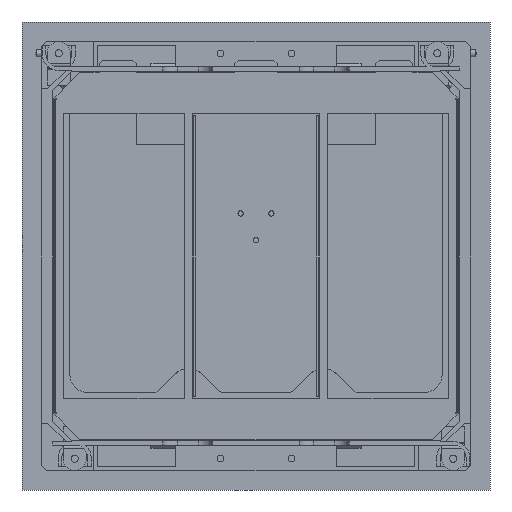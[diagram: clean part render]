
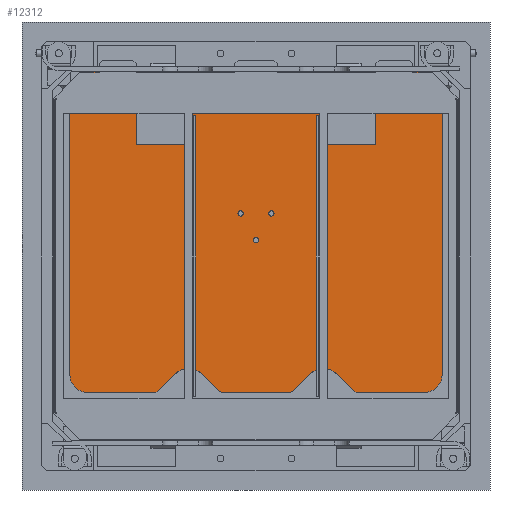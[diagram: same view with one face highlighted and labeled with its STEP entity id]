
A CAD part, front view. The second image highlights one B-rep face of the part: STEP entity #12312.
In plain terms, the highlighted face is planar.
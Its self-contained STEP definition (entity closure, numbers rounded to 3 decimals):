
#249 = EDGE_CURVE ( 'NONE', #20581, #7573, #19316, .T. ) ;
#435 = ORIENTED_EDGE ( 'NONE', *, *, #14272, .F. ) ;
#795 = ORIENTED_EDGE ( 'NONE', *, *, #20455, .F. ) ;
#841 = CARTESIAN_POINT ( 'NONE',  ( -114.35, 96.7, 1. ) ) ;
#1392 = CARTESIAN_POINT ( 'NONE',  ( -114.35, -93., 1. ) ) ;
#1431 = AXIS2_PLACEMENT_3D ( 'NONE', #26657, #7989, #7579 ) ;
#1714 = VECTOR ( 'NONE', #21683, 1000. ) ;
#1757 = CARTESIAN_POINT ( 'NONE',  ( -114.35, 96.7, 1. ) ) ;
#1966 = ORIENTED_EDGE ( 'NONE', *, *, #24197, .F. ) ;
#2161 = LINE ( 'NONE', #1757, #25771 ) ;
#2671 = CARTESIAN_POINT ( 'NONE',  ( 10.16, -5., 1. ) ) ;
#2983 = FACE_BOUND ( 'NONE', #26583, .T. ) ;
#3226 = ORIENTED_EDGE ( 'NONE', *, *, #22445, .F. ) ;
#3377 = DIRECTION ( 'NONE',  ( 1., 0., 0. ) ) ;
#3518 = CARTESIAN_POINT ( 'NONE',  ( 0., 0., 1. ) ) ;
#3519 = CARTESIAN_POINT ( 'NONE',  ( -92.85, -93., 1. ) ) ;
#3750 = VERTEX_POINT ( 'NONE', #3885 ) ;
#3885 = CARTESIAN_POINT ( 'NONE',  ( 35.25, 90.15, 1. ) ) ;
#3903 = DIRECTION ( 'NONE',  ( 0., 0., 1. ) ) ;
#4222 = LINE ( 'NONE', #27089, #12123 ) ;
#4391 = CIRCLE ( 'NONE', #7956, 1.5 ) ;
#4881 = EDGE_CURVE ( 'NONE', #13271, #13271, #19166, .T. ) ;
#4915 = FACE_OUTER_BOUND ( 'NONE', #8471, .T. ) ;
#5044 = FACE_BOUND ( 'NONE', #10705, .T. ) ;
#5322 = PLANE ( 'NONE',  #25681 ) ;
#5513 = DIRECTION ( 'NONE',  ( 1., 0., 0. ) ) ;
#5699 = EDGE_LOOP ( 'NONE', ( #1966 ) ) ;
#5814 = CARTESIAN_POINT ( 'NONE',  ( -8.66, -5., 1. ) ) ;
#6101 = CARTESIAN_POINT ( 'NONE',  ( -105.5, -77.15, 1. ) ) ;
#6122 = CARTESIAN_POINT ( 'NONE',  ( 38.25, 90.15, 1. ) ) ;
#6274 = CARTESIAN_POINT ( 'NONE',  ( 92.65, -93., 1. ) ) ;
#6617 = EDGE_CURVE ( 'NONE', #25808, #21744, #4222, .T. ) ;
#6619 = CIRCLE ( 'NONE', #24426, 3. ) ;
#6620 = VECTOR ( 'NONE', #5513, 1000. ) ;
#6782 = EDGE_CURVE ( 'NONE', #7573, #10122, #23611, .T. ) ;
#7021 = FACE_BOUND ( 'NONE', #7130, .T. ) ;
#7130 = EDGE_LOOP ( 'NONE', ( #3226 ) ) ;
#7573 = VERTEX_POINT ( 'NONE', #19079 ) ;
#7579 = DIRECTION ( 'NONE',  ( 1., 0., 0. ) ) ;
#7684 = VECTOR ( 'NONE', #26103, 1000. ) ;
#7956 = AXIS2_PLACEMENT_3D ( 'NONE', #17919, #26548, #16370 ) ;
#7989 = DIRECTION ( 'NONE',  ( 0., 0., 1. ) ) ;
#8067 = CIRCLE ( 'NONE', #1431, 2.5 ) ;
#8134 = EDGE_CURVE ( 'NONE', #21744, #20581, #24700, .T. ) ;
#8263 = ORIENTED_EDGE ( 'NONE', *, *, #19147, .F. ) ;
#8368 = DIRECTION ( 'NONE',  ( -1., 0., 0. ) ) ;
#8471 = EDGE_LOOP ( 'NONE', ( #24505, #18040, #26526, #22215, #18179, #9970, #26797, #9238 ) ) ;
#8672 = ORIENTED_EDGE ( 'NONE', *, *, #23807, .F. ) ;
#9113 = FACE_BOUND ( 'NONE', #5699, .T. ) ;
#9238 = ORIENTED_EDGE ( 'NONE', *, *, #6782, .T. ) ;
#9871 = DIRECTION ( 'NONE',  ( 1., 0., 0. ) ) ;
#9970 = ORIENTED_EDGE ( 'NONE', *, *, #8134, .T. ) ;
#10122 = VERTEX_POINT ( 'NONE', #841 ) ;
#10212 = DIRECTION ( 'NONE',  ( 1., 0., 0. ) ) ;
#10291 = DIRECTION ( 'NONE',  ( 1., 0., 0. ) ) ;
#10306 = CARTESIAN_POINT ( 'NONE',  ( 105.5, -77.15, 1. ) ) ;
#10705 = EDGE_LOOP ( 'NONE', ( #435 ) ) ;
#11007 = AXIS2_PLACEMENT_3D ( 'NONE', #24641, #14205, #10291 ) ;
#11340 = FACE_BOUND ( 'NONE', #17430, .T. ) ;
#11445 = CARTESIAN_POINT ( 'NONE',  ( 8.66, -5., 1. ) ) ;
#11478 = CARTESIAN_POINT ( 'NONE',  ( -92.85, -93., 1. ) ) ;
#11545 = VECTOR ( 'NONE', #18155, 1000. ) ;
#11769 = VERTEX_POINT ( 'NONE', #22567 ) ;
#11986 = VERTEX_POINT ( 'NONE', #27153 ) ;
#12123 = VECTOR ( 'NONE', #25407, 1000. ) ;
#12312 = ADVANCED_FACE ( 'NONE', ( #9113, #7021, #15531, #4915, #11340, #2983, #5044, #17761 ), #5322, .T. ) ;
#12390 = CARTESIAN_POINT ( 'NONE',  ( -35.25, 90.15, 1. ) ) ;
#13271 = VERTEX_POINT ( 'NONE', #2671 ) ;
#13852 = DIRECTION ( 'NONE',  ( 0., 0., 1. ) ) ;
#13905 = EDGE_CURVE ( 'NONE', #21672, #25808, #18355, .T. ) ;
#13950 = VERTEX_POINT ( 'NONE', #24391 ) ;
#14205 = DIRECTION ( 'NONE',  ( 0., 0., 1. ) ) ;
#14225 = VERTEX_POINT ( 'NONE', #10306 ) ;
#14272 = EDGE_CURVE ( 'NONE', #13950, #13950, #4391, .T. ) ;
#14342 = DIRECTION ( 'NONE',  ( 0., 0., 1. ) ) ;
#14366 = EDGE_CURVE ( 'NONE', #10122, #11769, #2161, .T. ) ;
#14595 = EDGE_CURVE ( 'NONE', #27390, #21672, #20247, .T. ) ;
#14617 = DIRECTION ( 'NONE',  ( 1., 0., 0. ) ) ;
#15245 = CARTESIAN_POINT ( 'NONE',  ( -114.35, 96.7, 1. ) ) ;
#15531 = FACE_BOUND ( 'NONE', #16619, .T. ) ;
#15901 = CIRCLE ( 'NONE', #11007, 3. ) ;
#16370 = DIRECTION ( 'NONE',  ( 1., 0., 0. ) ) ;
#16426 = AXIS2_PLACEMENT_3D ( 'NONE', #5814, #14342, #14617 ) ;
#16619 = EDGE_LOOP ( 'NONE', ( #795 ) ) ;
#16757 = EDGE_CURVE ( 'NONE', #11769, #27390, #17829, .T. ) ;
#16856 = VERTEX_POINT ( 'NONE', #12390 ) ;
#17430 = EDGE_LOOP ( 'NONE', ( #8263 ) ) ;
#17761 = FACE_BOUND ( 'NONE', #20857, .T. ) ;
#17829 = LINE ( 'NONE', #1392, #18057 ) ;
#17919 = CARTESIAN_POINT ( 'NONE',  ( 0., 10., 1. ) ) ;
#18040 = ORIENTED_EDGE ( 'NONE', *, *, #16757, .T. ) ;
#18057 = VECTOR ( 'NONE', #9871, 1000. ) ;
#18155 = DIRECTION ( 'NONE',  ( 0., -1., 0. ) ) ;
#18179 = ORIENTED_EDGE ( 'NONE', *, *, #6617, .T. ) ;
#18193 = CARTESIAN_POINT ( 'NONE',  ( 92.65, -96.7, 1. ) ) ;
#18355 = LINE ( 'NONE', #26843, #6620 ) ;
#19079 = CARTESIAN_POINT ( 'NONE',  ( 114.35, 96.7, 1. ) ) ;
#19147 = EDGE_CURVE ( 'NONE', #25340, #25340, #8067, .T. ) ;
#19166 = CIRCLE ( 'NONE', #23632, 1.5 ) ;
#19316 = LINE ( 'NONE', #19592, #1714 ) ;
#19592 = CARTESIAN_POINT ( 'NONE',  ( 114.35, 96.7, 1. ) ) ;
#19719 = CARTESIAN_POINT ( 'NONE',  ( 114.35, -93., 1. ) ) ;
#20161 = CARTESIAN_POINT ( 'NONE',  ( 92.65, -93., 1. ) ) ;
#20247 = LINE ( 'NONE', #11478, #11545 ) ;
#20455 = EDGE_CURVE ( 'NONE', #14225, #14225, #20979, .T. ) ;
#20581 = VERTEX_POINT ( 'NONE', #19719 ) ;
#20857 = EDGE_LOOP ( 'NONE', ( #24299 ) ) ;
#20979 = CIRCLE ( 'NONE', #27190, 2.5 ) ;
#21239 = DIRECTION ( 'NONE',  ( 0., -1., 0. ) ) ;
#21672 = VERTEX_POINT ( 'NONE', #26288 ) ;
#21683 = DIRECTION ( 'NONE',  ( 0., 1., 0. ) ) ;
#21744 = VERTEX_POINT ( 'NONE', #20161 ) ;
#22215 = ORIENTED_EDGE ( 'NONE', *, *, #13905, .T. ) ;
#22445 = EDGE_CURVE ( 'NONE', #16856, #16856, #15901, .T. ) ;
#22567 = CARTESIAN_POINT ( 'NONE',  ( -114.35, -93., 1. ) ) ;
#22923 = DIRECTION ( 'NONE',  ( 0., 0., 1. ) ) ;
#23100 = CIRCLE ( 'NONE', #16426, 1.5 ) ;
#23295 = VECTOR ( 'NONE', #10212, 1000. ) ;
#23611 = LINE ( 'NONE', #15245, #7684 ) ;
#23632 = AXIS2_PLACEMENT_3D ( 'NONE', #11445, #26336, #26615 ) ;
#23807 = EDGE_CURVE ( 'NONE', #3750, #3750, #6619, .T. ) ;
#24197 = EDGE_CURVE ( 'NONE', #11986, #11986, #23100, .T. ) ;
#24299 = ORIENTED_EDGE ( 'NONE', *, *, #4881, .F. ) ;
#24391 = CARTESIAN_POINT ( 'NONE',  ( 1.5, 10., 1. ) ) ;
#24426 = AXIS2_PLACEMENT_3D ( 'NONE', #6122, #3903, #8368 ) ;
#24505 = ORIENTED_EDGE ( 'NONE', *, *, #14366, .T. ) ;
#24641 = CARTESIAN_POINT ( 'NONE',  ( -38.25, 90.15, 1. ) ) ;
#24700 = LINE ( 'NONE', #6274, #23295 ) ;
#25013 = DIRECTION ( 'NONE',  ( -1., 0., 0. ) ) ;
#25340 = VERTEX_POINT ( 'NONE', #6101 ) ;
#25407 = DIRECTION ( 'NONE',  ( 0., 1., 0. ) ) ;
#25681 = AXIS2_PLACEMENT_3D ( 'NONE', #3518, #13852, #3377 ) ;
#25771 = VECTOR ( 'NONE', #21239, 1000. ) ;
#25808 = VERTEX_POINT ( 'NONE', #18193 ) ;
#26103 = DIRECTION ( 'NONE',  ( -1., 0., 0. ) ) ;
#26288 = CARTESIAN_POINT ( 'NONE',  ( -92.85, -96.7, 1. ) ) ;
#26336 = DIRECTION ( 'NONE',  ( 0., 0., 1. ) ) ;
#26526 = ORIENTED_EDGE ( 'NONE', *, *, #14595, .T. ) ;
#26548 = DIRECTION ( 'NONE',  ( 0., 0., 1. ) ) ;
#26583 = EDGE_LOOP ( 'NONE', ( #8672 ) ) ;
#26615 = DIRECTION ( 'NONE',  ( 1., 0., 0. ) ) ;
#26657 = CARTESIAN_POINT ( 'NONE',  ( -108., -77.15, 1. ) ) ;
#26797 = ORIENTED_EDGE ( 'NONE', *, *, #249, .T. ) ;
#26843 = CARTESIAN_POINT ( 'NONE',  ( -92.85, -96.7, 1. ) ) ;
#26965 = CARTESIAN_POINT ( 'NONE',  ( 108., -77.15, 1. ) ) ;
#27089 = CARTESIAN_POINT ( 'NONE',  ( 92.65, -96.7, 1. ) ) ;
#27153 = CARTESIAN_POINT ( 'NONE',  ( -7.16, -5., 1. ) ) ;
#27190 = AXIS2_PLACEMENT_3D ( 'NONE', #26965, #22923, #25013 ) ;
#27390 = VERTEX_POINT ( 'NONE', #3519 ) ;
